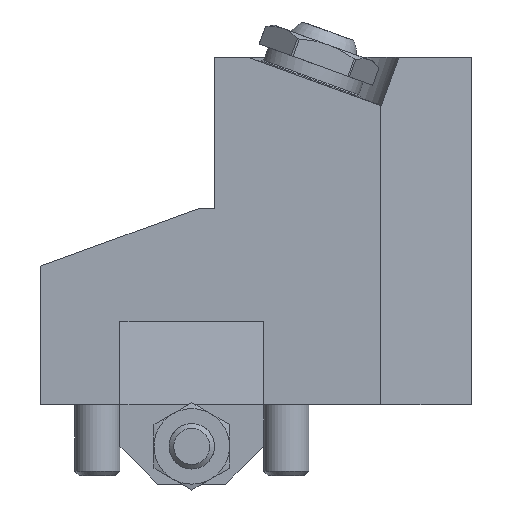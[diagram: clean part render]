
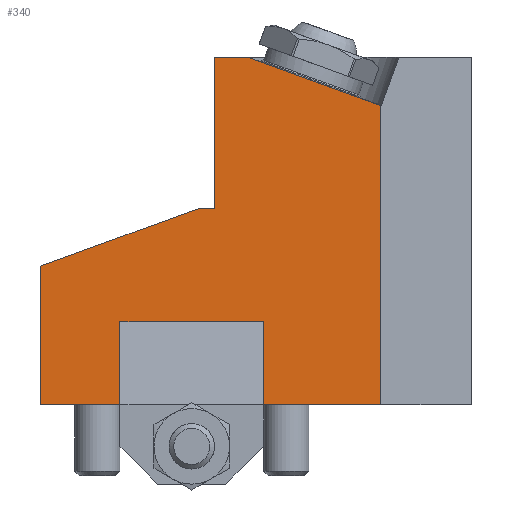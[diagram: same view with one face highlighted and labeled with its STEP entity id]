
A CAD part, front view. The second image highlights one B-rep face of the part: STEP entity #340.
In plain terms, the highlighted planar face has unit normal (0, -1, 0).
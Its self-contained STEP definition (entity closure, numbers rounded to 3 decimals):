
#340=ADVANCED_FACE('',(#562),#482,.F.);
#482=PLANE('',#2313);
#562=FACE_OUTER_BOUND('',#679,.T.);
#679=EDGE_LOOP('',(#862,#863,#864,#865,#866,#867,#868,#869));
#862=ORIENTED_EDGE('',*,*,#1684,.T.);
#863=ORIENTED_EDGE('',*,*,#1685,.F.);
#864=ORIENTED_EDGE('',*,*,#1686,.T.);
#865=ORIENTED_EDGE('',*,*,#1680,.T.);
#866=ORIENTED_EDGE('',*,*,#1687,.T.);
#867=ORIENTED_EDGE('',*,*,#1688,.F.);
#868=ORIENTED_EDGE('',*,*,#1689,.F.);
#869=ORIENTED_EDGE('',*,*,#1690,.T.);
#1476=VERTEX_POINT('',#3179);
#1477=VERTEX_POINT('',#3181);
#1480=VERTEX_POINT('',#3189);
#1481=VERTEX_POINT('',#3190);
#1482=VERTEX_POINT('',#3192);
#1483=VERTEX_POINT('',#3195);
#1484=VERTEX_POINT('',#3197);
#1485=VERTEX_POINT('',#3199);
#1680=EDGE_CURVE('',#1477,#1476,#1987,.T.);
#1684=EDGE_CURVE('',#1480,#1481,#1991,.T.);
#1685=EDGE_CURVE('',#1482,#1481,#1992,.T.);
#1686=EDGE_CURVE('',#1482,#1477,#1993,.T.);
#1687=EDGE_CURVE('',#1476,#1483,#1994,.T.);
#1688=EDGE_CURVE('',#1484,#1483,#1995,.T.);
#1689=EDGE_CURVE('',#1485,#1484,#1996,.T.);
#1690=EDGE_CURVE('',#1485,#1480,#1997,.T.);
#1987=LINE('',#3180,#2150);
#1991=LINE('',#3188,#2154);
#1992=LINE('',#3191,#2155);
#1993=LINE('',#3193,#2156);
#1994=LINE('',#3194,#2157);
#1995=LINE('',#3196,#2158);
#1996=LINE('',#3198,#2159);
#1997=LINE('',#3200,#2160);
#2150=VECTOR('',#2553,1.);
#2154=VECTOR('',#2559,1.);
#2155=VECTOR('',#2560,1.);
#2156=VECTOR('',#2561,1.);
#2157=VECTOR('',#2562,1.);
#2158=VECTOR('',#2563,1.);
#2159=VECTOR('',#2564,1.);
#2160=VECTOR('',#2565,1.);
#2313=AXIS2_PLACEMENT_3D('',#3201,#2566,#2567);
#2553=DIRECTION('',(0.,0.,1.));
#2559=DIRECTION('',(-0.94,0.,-0.342));
#2560=DIRECTION('',(0.,0.,1.));
#2561=DIRECTION('',(1.,0.,0.));
#2562=DIRECTION('',(-0.94,0.,0.342));
#2563=DIRECTION('',(1.,0.,0.));
#2564=DIRECTION('',(0.,0.,1.));
#2565=DIRECTION('',(-1.,0.,0.));
#2566=DIRECTION('',(0.,1.,0.));
#2567=DIRECTION('',(1.,0.,0.));
#3179=CARTESIAN_POINT('',(25.,-58.,68.587));
#3180=CARTESIAN_POINT('',(25.,-58.,29.));
#3181=CARTESIAN_POINT('',(25.,-58.,29.));
#3188=CARTESIAN_POINT('',(-20.,-58.,47.357));
#3189=CARTESIAN_POINT('',(1.,-58.,55.));
#3190=CARTESIAN_POINT('',(-20.,-58.,47.357));
#3191=CARTESIAN_POINT('',(-20.,-58.,29.));
#3192=CARTESIAN_POINT('',(-20.,-58.,29.));
#3193=CARTESIAN_POINT('',(-20.,-58.,29.));
#3194=CARTESIAN_POINT('',(-2.013,-58.,78.419));
#3195=CARTESIAN_POINT('',(7.381,-58.,75.));
#3196=CARTESIAN_POINT('',(-20.,-58.,75.));
#3197=CARTESIAN_POINT('',(3.,-58.,75.));
#3198=CARTESIAN_POINT('',(3.,-58.,55.));
#3199=CARTESIAN_POINT('',(3.,-58.,55.));
#3200=CARTESIAN_POINT('',(3.,-58.,55.));
#3201=CARTESIAN_POINT('',(-20.,-58.,29.));
